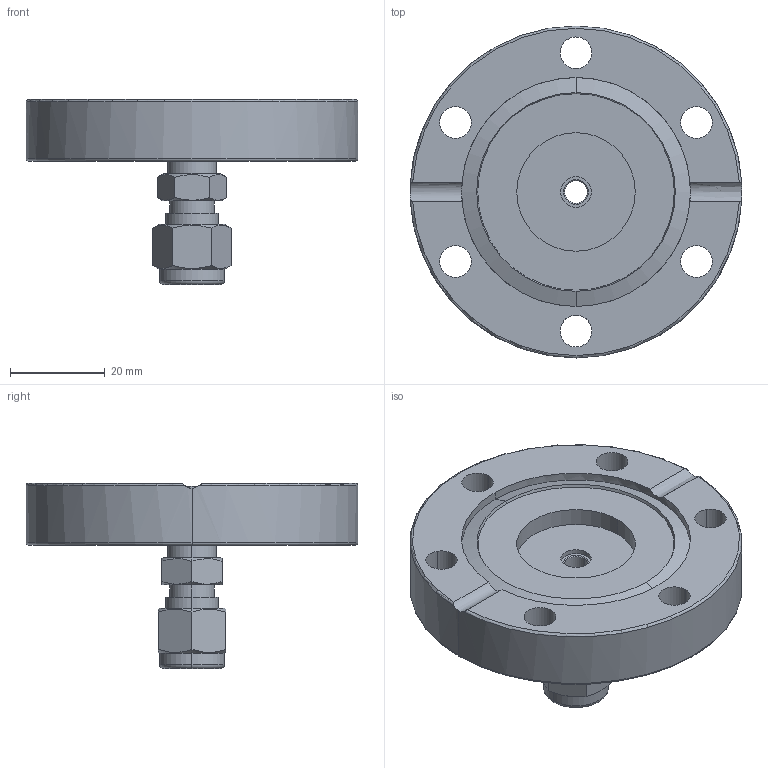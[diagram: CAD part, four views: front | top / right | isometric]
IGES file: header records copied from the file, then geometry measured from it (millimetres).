
Global section: file name: No Iges File Name specified; native system: AutoDesk Inventor R12.0; preprocessor: AutoDesk Inventor Iges Exporter R12.0; date: 20090415.145418; units: millimetre
Bounding box: 70 x 70 x 39.02 mm (x, y, z)
Volume: 45844.2 mm3; surface area: 14789.3 mm2
Topology: 2 solids, 2 shells, 88 faces, 204 edges, 128 vertices
Faces by surface type: plane 25, bspline 18, revolution 17, cone 12, cylinder 10, torus 6
